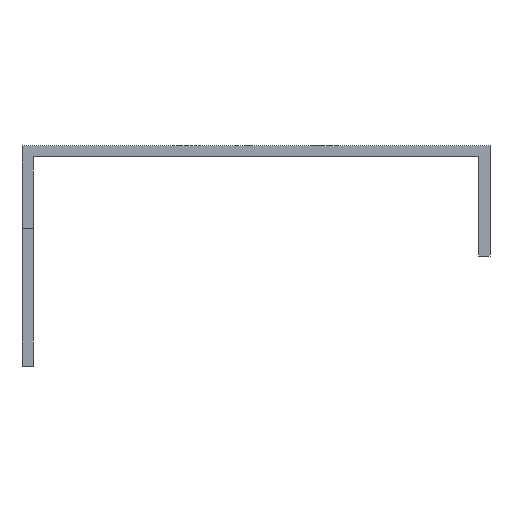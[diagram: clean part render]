
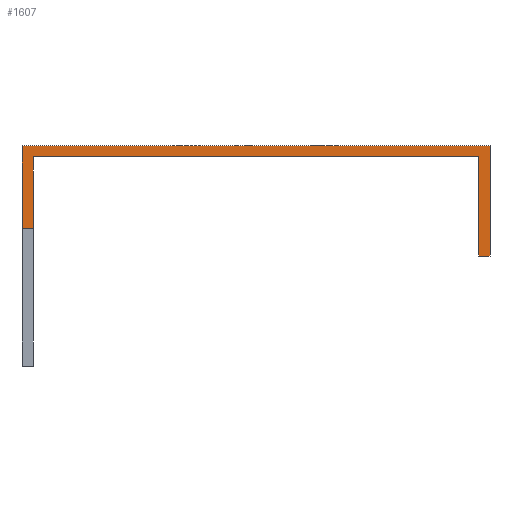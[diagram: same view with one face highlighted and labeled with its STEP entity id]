
A CAD part, front view. The second image highlights one B-rep face of the part: STEP entity #1607.
In plain terms, the highlighted planar face has unit normal (0, -1, 0).
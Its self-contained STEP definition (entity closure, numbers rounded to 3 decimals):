
#324=FACE_OUTER_BOUND('',#399,.T.);
#399=EDGE_LOOP('',(#1167,#1168,#1169,#1170,#1171,#1172,#1173,#1174));
#600=LINE('',#2412,#697);
#606=LINE('',#2424,#703);
#607=LINE('',#2426,#704);
#608=LINE('',#2428,#705);
#609=LINE('',#2430,#706);
#610=LINE('',#2432,#707);
#611=LINE('',#2434,#708);
#612=LINE('',#2435,#709);
#697=VECTOR('',#1914,10.);
#703=VECTOR('',#1924,10.);
#704=VECTOR('',#1925,10.);
#705=VECTOR('',#1926,10.);
#706=VECTOR('',#1927,10.);
#707=VECTOR('',#1928,10.);
#708=VECTOR('',#1929,10.);
#709=VECTOR('',#1930,10.);
#792=VERTEX_POINT('',#2408);
#794=VERTEX_POINT('',#2411);
#798=VERTEX_POINT('',#2423);
#799=VERTEX_POINT('',#2425);
#800=VERTEX_POINT('',#2427);
#801=VERTEX_POINT('',#2429);
#802=VERTEX_POINT('',#2431);
#803=VERTEX_POINT('',#2433);
#940=EDGE_CURVE('',#794,#792,#600,.T.);
#946=EDGE_CURVE('',#792,#798,#606,.T.);
#947=EDGE_CURVE('',#798,#799,#607,.T.);
#948=EDGE_CURVE('',#799,#800,#608,.T.);
#949=EDGE_CURVE('',#801,#800,#609,.T.);
#950=EDGE_CURVE('',#801,#802,#610,.T.);
#951=EDGE_CURVE('',#802,#803,#611,.T.);
#952=EDGE_CURVE('',#803,#794,#612,.T.);
#1167=ORIENTED_EDGE('',*,*,#940,.T.);
#1168=ORIENTED_EDGE('',*,*,#946,.T.);
#1169=ORIENTED_EDGE('',*,*,#947,.T.);
#1170=ORIENTED_EDGE('',*,*,#948,.T.);
#1171=ORIENTED_EDGE('',*,*,#949,.F.);
#1172=ORIENTED_EDGE('',*,*,#950,.T.);
#1173=ORIENTED_EDGE('',*,*,#951,.T.);
#1174=ORIENTED_EDGE('',*,*,#952,.T.);
#1593=PLANE('',#1705);
#1607=ADVANCED_FACE('',(#324),#1593,.T.);
#1705=AXIS2_PLACEMENT_3D('',#2422,#1922,#1923);
#1914=DIRECTION('',(1.,0.,0.));
#1922=DIRECTION('center_axis',(0.,-1.,0.));
#1923=DIRECTION('ref_axis',(0.,0.,-1.));
#1924=DIRECTION('',(0.,0.,1.));
#1925=DIRECTION('',(1.,0.,0.));
#1926=DIRECTION('',(0.,0.,-1.));
#1927=DIRECTION('',(-1.,0.,0.));
#1928=DIRECTION('',(0.,0.,1.));
#1929=DIRECTION('',(-1.,0.,0.));
#1930=DIRECTION('',(0.,0.,-1.));
#2408=CARTESIAN_POINT('',(-40.5,-666.75,-13.));
#2411=CARTESIAN_POINT('',(-42.5,-666.75,-13.));
#2412=CARTESIAN_POINT('',(0.,-666.75,-13.));
#2422=CARTESIAN_POINT('Origin',(42.5,-666.75,0.));
#2423=CARTESIAN_POINT('',(-40.5,-666.75,0.));
#2424=CARTESIAN_POINT('',(-40.5,-666.75,2.));
#2425=CARTESIAN_POINT('',(40.5,-666.75,0.));
#2426=CARTESIAN_POINT('',(-42.5,-666.75,0.));
#2427=CARTESIAN_POINT('',(40.5,-666.75,-18.));
#2428=CARTESIAN_POINT('',(40.5,-666.75,-18.));
#2429=CARTESIAN_POINT('',(42.5,-666.75,-18.));
#2430=CARTESIAN_POINT('',(42.5,-666.75,-18.));
#2431=CARTESIAN_POINT('',(42.5,-666.75,2.));
#2432=CARTESIAN_POINT('',(42.5,-666.75,-18.));
#2433=CARTESIAN_POINT('',(-42.5,-666.75,2.));
#2434=CARTESIAN_POINT('',(-42.5,-666.75,2.));
#2435=CARTESIAN_POINT('',(-42.5,-666.75,2.));
